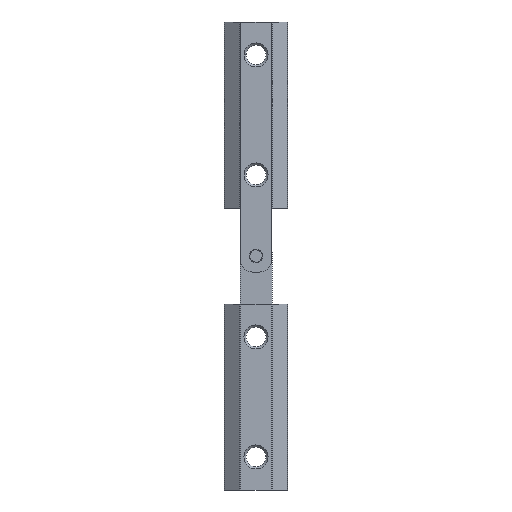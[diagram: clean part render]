
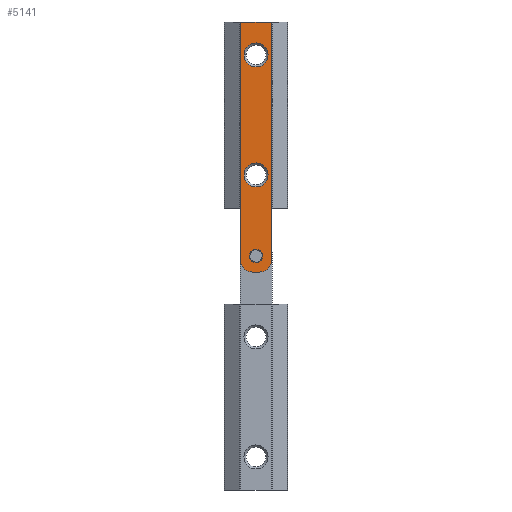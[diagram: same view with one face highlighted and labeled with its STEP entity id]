
A CAD part, front view. The second image highlights one B-rep face of the part: STEP entity #5141.
In plain terms, the highlighted planar face has unit normal (0, -1, 0).
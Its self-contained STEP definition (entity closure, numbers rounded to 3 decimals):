
#30 = DIRECTION ( 'NONE',  ( 0., 0., 1. ) ) ;
#74 = CARTESIAN_POINT ( 'NONE',  ( 0., -2., 8.25 ) ) ;
#173 = AXIS2_PLACEMENT_3D ( 'NONE', #3385, #2060, #4466 ) ;
#207 = FACE_BOUND ( 'NONE', #4976, .T. ) ;
#214 = EDGE_LOOP ( 'NONE', ( #544, #2394 ) ) ;
#236 = DIRECTION ( 'NONE',  ( 1., 0., 0. ) ) ;
#255 = VERTEX_POINT ( 'NONE', #2004 ) ;
#258 = EDGE_CURVE ( 'NONE', #1271, #255, #1163, .T. ) ;
#334 = ORIENTED_EDGE ( 'NONE', *, *, #1772, .T. ) ;
#402 = VERTEX_POINT ( 'NONE', #3277 ) ;
#420 = EDGE_CURVE ( 'NONE', #3014, #3517, #4764, .T. ) ;
#461 = DIRECTION ( 'NONE',  ( -1., 0., 0. ) ) ;
#476 = DIRECTION ( 'NONE',  ( 0., 1., 0. ) ) ;
#544 = ORIENTED_EDGE ( 'NONE', *, *, #1109, .T. ) ;
#558 = CIRCLE ( 'NONE', #4895, 3. ) ;
#585 = DIRECTION ( 'NONE',  ( -1., 0., 0. ) ) ;
#648 = EDGE_CURVE ( 'NONE', #1752, #402, #558, .T. ) ;
#667 = DIRECTION ( 'NONE',  ( -1., 0., 0. ) ) ;
#697 = CARTESIAN_POINT ( 'NONE',  ( 3.829, -2., 60.148 ) ) ;
#923 = ORIENTED_EDGE ( 'NONE', *, *, #648, .T. ) ;
#1013 = CARTESIAN_POINT ( 'NONE',  ( 0., -2., 38.25 ) ) ;
#1021 = EDGE_CURVE ( 'NONE', #4257, #1752, #4346, .T. ) ;
#1033 = CIRCLE ( 'NONE', #4420, 3. ) ;
#1044 = ORIENTED_EDGE ( 'NONE', *, *, #1021, .T. ) ;
#1058 = FACE_BOUND ( 'NONE', #4094, .T. ) ;
#1092 = ORIENTED_EDGE ( 'NONE', *, *, #2408, .F. ) ;
#1109 = EDGE_CURVE ( 'NONE', #255, #1271, #4899, .T. ) ;
#1163 = CIRCLE ( 'NONE', #1425, 3. ) ;
#1170 = DIRECTION ( 'NONE',  ( -1., 0., 0. ) ) ;
#1271 = VERTEX_POINT ( 'NONE', #3684 ) ;
#1353 = FACE_BOUND ( 'NONE', #214, .T. ) ;
#1387 = EDGE_LOOP ( 'NONE', ( #1044, #923, #1092, #2267, #4487, #334 ) ) ;
#1425 = AXIS2_PLACEMENT_3D ( 'NONE', #74, #5162, #4804 ) ;
#1488 = CARTESIAN_POINT ( 'NONE',  ( -3.829, -2., 60.148 ) ) ;
#1527 = CARTESIAN_POINT ( 'NONE',  ( 0.9, -2., 59.5 ) ) ;
#1600 = VERTEX_POINT ( 'NONE', #4082 ) ;
#1749 = VERTEX_POINT ( 'NONE', #3871 ) ;
#1752 = VERTEX_POINT ( 'NONE', #697 ) ;
#1754 = DIRECTION ( 'NONE',  ( 1., 0., 0. ) ) ;
#1766 = EDGE_CURVE ( 'NONE', #4882, #2421, #1033, .T. ) ;
#1772 = EDGE_CURVE ( 'NONE', #3517, #4257, #1857, .T. ) ;
#1805 = CARTESIAN_POINT ( 'NONE',  ( -4., -2., 62.5 ) ) ;
#1857 = LINE ( 'NONE', #5046, #2081 ) ;
#1906 = CARTESIAN_POINT ( 'NONE',  ( -3.829, -2., 0. ) ) ;
#2004 = CARTESIAN_POINT ( 'NONE',  ( 3., -2., 8.25 ) ) ;
#2014 = EDGE_CURVE ( 'NONE', #1749, #1600, #2756, .T. ) ;
#2060 = DIRECTION ( 'NONE',  ( 0., 1., 0. ) ) ;
#2065 = CARTESIAN_POINT ( 'NONE',  ( 0., -2., 58.5 ) ) ;
#2081 = VECTOR ( 'NONE', #236, 1000. ) ;
#2267 = ORIENTED_EDGE ( 'NONE', *, *, #3464, .T. ) ;
#2311 = CARTESIAN_POINT ( 'NONE',  ( 0., -2., 8.25 ) ) ;
#2326 = ORIENTED_EDGE ( 'NONE', *, *, #1766, .T. ) ;
#2390 = ORIENTED_EDGE ( 'NONE', *, *, #4761, .T. ) ;
#2394 = ORIENTED_EDGE ( 'NONE', *, *, #258, .T. ) ;
#2408 = EDGE_CURVE ( 'NONE', #4912, #402, #4626, .T. ) ;
#2421 = VERTEX_POINT ( 'NONE', #3364 ) ;
#2462 = ORIENTED_EDGE ( 'NONE', *, *, #2014, .T. ) ;
#2592 = PLANE ( 'NONE',  #4959 ) ;
#2651 = DIRECTION ( 'NONE',  ( 0., 1., 0. ) ) ;
#2756 = CIRCLE ( 'NONE', #173, 1.5 ) ;
#2802 = VECTOR ( 'NONE', #1754, 1000. ) ;
#2846 = AXIS2_PLACEMENT_3D ( 'NONE', #2065, #3227, #4050 ) ;
#3014 = VERTEX_POINT ( 'NONE', #1488 ) ;
#3147 = CARTESIAN_POINT ( 'NONE',  ( -0.9, -2., 62.5 ) ) ;
#3189 = DIRECTION ( 'NONE',  ( 0., -1., 0. ) ) ;
#3213 = CIRCLE ( 'NONE', #4543, 3. ) ;
#3227 = DIRECTION ( 'NONE',  ( 0., 1., 0. ) ) ;
#3235 = DIRECTION ( 'NONE',  ( 0., 0., -1. ) ) ;
#3277 = CARTESIAN_POINT ( 'NONE',  ( 0.9, -2., 62.5 ) ) ;
#3364 = CARTESIAN_POINT ( 'NONE',  ( 3., -2., 38.25 ) ) ;
#3385 = CARTESIAN_POINT ( 'NONE',  ( 0., -2., 58.5 ) ) ;
#3464 = EDGE_CURVE ( 'NONE', #4912, #3014, #3213, .T. ) ;
#3517 = VERTEX_POINT ( 'NONE', #1906 ) ;
#3684 = CARTESIAN_POINT ( 'NONE',  ( -3., -2., 8.25 ) ) ;
#3734 = AXIS2_PLACEMENT_3D ( 'NONE', #2311, #4766, #1170 ) ;
#3747 = CARTESIAN_POINT ( 'NONE',  ( -4., -2., 62.5 ) ) ;
#3830 = CARTESIAN_POINT ( 'NONE',  ( -0.9, -2., 59.5 ) ) ;
#3871 = CARTESIAN_POINT ( 'NONE',  ( -1.5, -2., 58.5 ) ) ;
#3895 = CARTESIAN_POINT ( 'NONE',  ( -3., -2., 38.25 ) ) ;
#4002 = CARTESIAN_POINT ( 'NONE',  ( -3.829, -2., 62.5 ) ) ;
#4006 = CARTESIAN_POINT ( 'NONE',  ( 3.829, -2., 62.5 ) ) ;
#4050 = DIRECTION ( 'NONE',  ( -1., 0., 0. ) ) ;
#4082 = CARTESIAN_POINT ( 'NONE',  ( 1.5, -2., 58.5 ) ) ;
#4094 = EDGE_LOOP ( 'NONE', ( #2462, #4989 ) ) ;
#4157 = FACE_OUTER_BOUND ( 'NONE', #1387, .T. ) ;
#4183 = DIRECTION ( 'NONE',  ( 0., 1., 0. ) ) ;
#4229 = VECTOR ( 'NONE', #30, 1000. ) ;
#4257 = VERTEX_POINT ( 'NONE', #4660 ) ;
#4273 = VECTOR ( 'NONE', #3235, 1000. ) ;
#4346 = LINE ( 'NONE', #4006, #4229 ) ;
#4420 = AXIS2_PLACEMENT_3D ( 'NONE', #1013, #2651, #4705 ) ;
#4466 = DIRECTION ( 'NONE',  ( -1., 0., 0. ) ) ;
#4481 = EDGE_CURVE ( 'NONE', #1600, #1749, #5167, .T. ) ;
#4487 = ORIENTED_EDGE ( 'NONE', *, *, #420, .T. ) ;
#4532 = CARTESIAN_POINT ( 'NONE',  ( 0., -2., 38.25 ) ) ;
#4543 = AXIS2_PLACEMENT_3D ( 'NONE', #3830, #4632, #585 ) ;
#4626 = LINE ( 'NONE', #3747, #2802 ) ;
#4632 = DIRECTION ( 'NONE',  ( 0., -1., 0. ) ) ;
#4660 = CARTESIAN_POINT ( 'NONE',  ( 3.829, -2., 0. ) ) ;
#4705 = DIRECTION ( 'NONE',  ( -1., 0., 0. ) ) ;
#4761 = EDGE_CURVE ( 'NONE', #2421, #4882, #4867, .T. ) ;
#4764 = LINE ( 'NONE', #4002, #4273 ) ;
#4766 = DIRECTION ( 'NONE',  ( 0., 1., 0. ) ) ;
#4804 = DIRECTION ( 'NONE',  ( -1., 0., 0. ) ) ;
#4867 = CIRCLE ( 'NONE', #4957, 3. ) ;
#4868 = DIRECTION ( 'NONE',  ( -1., 0., 0. ) ) ;
#4882 = VERTEX_POINT ( 'NONE', #3895 ) ;
#4895 = AXIS2_PLACEMENT_3D ( 'NONE', #1527, #3189, #461 ) ;
#4899 = CIRCLE ( 'NONE', #3734, 3. ) ;
#4912 = VERTEX_POINT ( 'NONE', #3147 ) ;
#4957 = AXIS2_PLACEMENT_3D ( 'NONE', #4532, #476, #4868 ) ;
#4959 = AXIS2_PLACEMENT_3D ( 'NONE', #1805, #4183, #667 ) ;
#4976 = EDGE_LOOP ( 'NONE', ( #2390, #2326 ) ) ;
#4989 = ORIENTED_EDGE ( 'NONE', *, *, #4481, .T. ) ;
#5046 = CARTESIAN_POINT ( 'NONE',  ( -4., -2., 0. ) ) ;
#5141 = ADVANCED_FACE ( 'NONE', ( #1058, #1353, #207, #4157 ), #2592, .F. ) ;
#5162 = DIRECTION ( 'NONE',  ( 0., 1., 0. ) ) ;
#5167 = CIRCLE ( 'NONE', #2846, 1.5 ) ;
